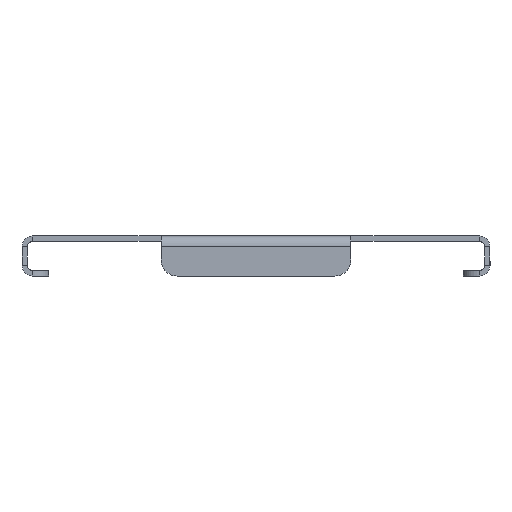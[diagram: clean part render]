
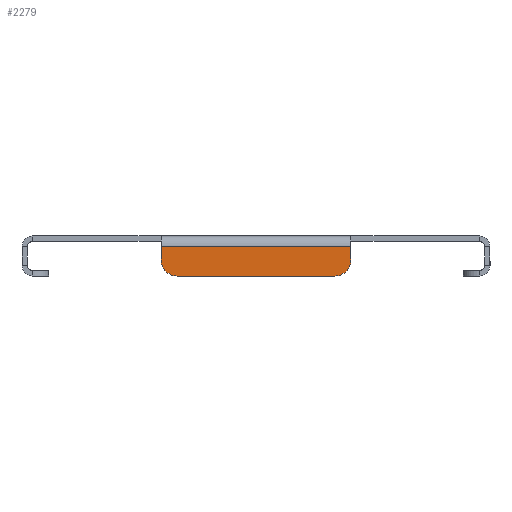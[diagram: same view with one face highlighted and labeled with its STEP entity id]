
A CAD part, left-side view. The second image highlights one B-rep face of the part: STEP entity #2279.
In plain terms, the highlighted planar face has unit normal (-1, 0, 0).
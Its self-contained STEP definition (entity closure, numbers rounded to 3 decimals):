
#128 = CARTESIAN_POINT ( 'NONE',  ( -349.5, 35.5, -9. ) ) ;
#256 = FACE_OUTER_BOUND ( 'NONE', #1161, .T. ) ;
#395 = DIRECTION ( 'NONE',  ( 0., 0., -1. ) ) ;
#429 = ORIENTED_EDGE ( 'NONE', *, *, #2849, .T. ) ;
#435 = DIRECTION ( 'NONE',  ( 0., 1., 0. ) ) ;
#506 = EDGE_CURVE ( 'NONE', #2017, #2272, #2035, .T. ) ;
#533 = CARTESIAN_POINT ( 'NONE',  ( -349.5, -29.5, -15. ) ) ;
#587 = CARTESIAN_POINT ( 'NONE',  ( -349.5, 35.5, -4. ) ) ;
#698 = CARTESIAN_POINT ( 'NONE',  ( -349.5, 29.5, -15. ) ) ;
#702 = DIRECTION ( 'NONE',  ( 0., 0., 1. ) ) ;
#736 = VECTOR ( 'NONE', #2840, 1000. ) ;
#773 = DIRECTION ( 'NONE',  ( 0., -1., 0. ) ) ;
#836 = CIRCLE ( 'NONE', #2907, 6. ) ;
#918 = CARTESIAN_POINT ( 'NONE',  ( -349.5, 0., 0. ) ) ;
#1161 = EDGE_LOOP ( 'NONE', ( #2294, #2355, #2913, #2751, #429, #1292 ) ) ;
#1220 = CARTESIAN_POINT ( 'NONE',  ( -349.5, -87.5, -4. ) ) ;
#1239 = LINE ( 'NONE', #1220, #1275 ) ;
#1275 = VECTOR ( 'NONE', #773, 1000. ) ;
#1292 = ORIENTED_EDGE ( 'NONE', *, *, #1445, .T. ) ;
#1365 = CARTESIAN_POINT ( 'NONE',  ( -349.5, -87.5, -15. ) ) ;
#1382 = LINE ( 'NONE', #2094, #1609 ) ;
#1445 = EDGE_CURVE ( 'NONE', #1772, #2222, #836, .T. ) ;
#1480 = EDGE_CURVE ( 'NONE', #2017, #2222, #2324, .T. ) ;
#1529 = EDGE_CURVE ( 'NONE', #2272, #2366, #1382, .T. ) ;
#1540 = CARTESIAN_POINT ( 'NONE',  ( -349.5, 29.5, -9. ) ) ;
#1609 = VECTOR ( 'NONE', #702, 1000. ) ;
#1628 = DIRECTION ( 'NONE',  ( 0., 0., -1. ) ) ;
#1772 = VERTEX_POINT ( 'NONE', #128 ) ;
#1820 = CARTESIAN_POINT ( 'NONE',  ( -349.5, -29.5, -9. ) ) ;
#1923 = CARTESIAN_POINT ( 'NONE',  ( -349.5, 35.5, -15. ) ) ;
#1995 = VECTOR ( 'NONE', #435, 1000. ) ;
#2017 = VERTEX_POINT ( 'NONE', #533 ) ;
#2027 = DIRECTION ( 'NONE',  ( 0., 0., -1. ) ) ;
#2035 = CIRCLE ( 'NONE', #2476, 6. ) ;
#2094 = CARTESIAN_POINT ( 'NONE',  ( -349.5, -35.5, -15. ) ) ;
#2192 = CARTESIAN_POINT ( 'NONE',  ( -349.5, -35.5, -4. ) ) ;
#2222 = VERTEX_POINT ( 'NONE', #698 ) ;
#2272 = VERTEX_POINT ( 'NONE', #2289 ) ;
#2279 = ADVANCED_FACE ( 'NONE', ( #256 ), #2524, .F. ) ;
#2289 = CARTESIAN_POINT ( 'NONE',  ( -349.5, -35.5, -9. ) ) ;
#2294 = ORIENTED_EDGE ( 'NONE', *, *, #1480, .F. ) ;
#2324 = LINE ( 'NONE', #1365, #1995 ) ;
#2355 = ORIENTED_EDGE ( 'NONE', *, *, #506, .T. ) ;
#2366 = VERTEX_POINT ( 'NONE', #2192 ) ;
#2392 = VERTEX_POINT ( 'NONE', #587 ) ;
#2460 = DIRECTION ( 'NONE',  ( -1., 0., 0. ) ) ;
#2476 = AXIS2_PLACEMENT_3D ( 'NONE', #1820, #2518, #1628 ) ;
#2518 = DIRECTION ( 'NONE',  ( -1., 0., 0. ) ) ;
#2524 = PLANE ( 'NONE',  #2529 ) ;
#2529 = AXIS2_PLACEMENT_3D ( 'NONE', #918, #2539, #2027 ) ;
#2539 = DIRECTION ( 'NONE',  ( 1., 0., 0. ) ) ;
#2751 = ORIENTED_EDGE ( 'NONE', *, *, #2769, .F. ) ;
#2769 = EDGE_CURVE ( 'NONE', #2392, #2366, #1239, .T. ) ;
#2815 = LINE ( 'NONE', #1923, #736 ) ;
#2840 = DIRECTION ( 'NONE',  ( 0., 0., -1. ) ) ;
#2849 = EDGE_CURVE ( 'NONE', #2392, #1772, #2815, .T. ) ;
#2907 = AXIS2_PLACEMENT_3D ( 'NONE', #1540, #2460, #395 ) ;
#2913 = ORIENTED_EDGE ( 'NONE', *, *, #1529, .T. ) ;
